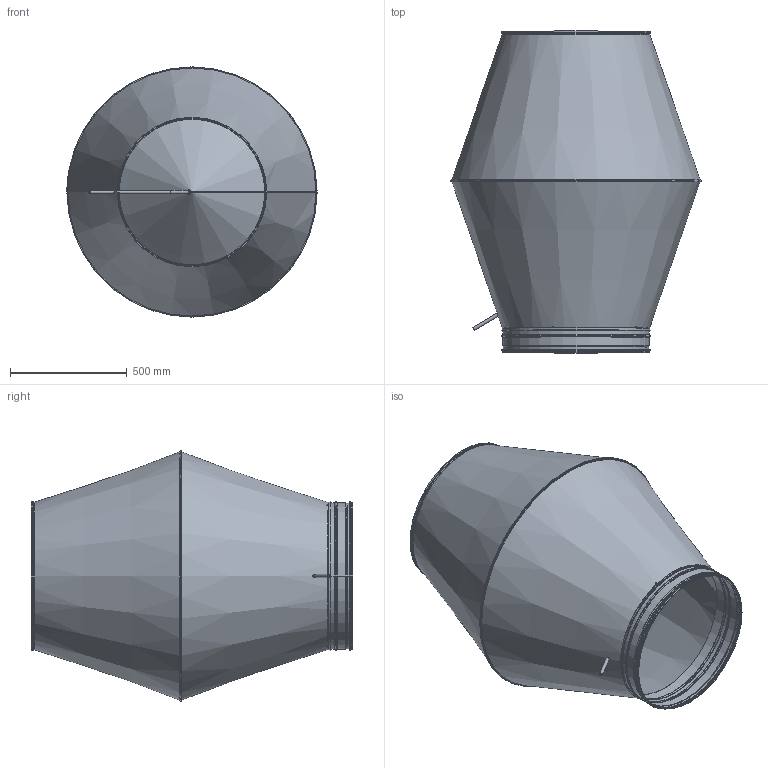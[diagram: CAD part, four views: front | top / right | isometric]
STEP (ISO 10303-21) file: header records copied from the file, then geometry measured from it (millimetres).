
FILE_DESCRIPTION(/* description */ ('Underdel HJH'),/* implementation_level */ '2;1');
FILE_NAME(/* name */ 'HJH-09.stp',/* time_stamp */ '2016-04-01T08:54:10+02:00',/* author */ ('CAD'),/* organization */ (''),/* preprocessor_version */ 'ST-DEVELOPER v15.6',/* originating_system */ 'Autodesk Inventor 2015',/* authorisation */ '');
FILE_SCHEMA (('AUTOMOTIVE_DESIGN { 1 0 10303 214 3 1 1 }'));
Length unit declared in the file: millimetre
Products named in the file (11): HJH-AA-09; HJH-AB-09; HJH-AC-09; HJH-AD-09; Slang-HJH-630; Slangklämma; BlindnitmutterM6; HSGTillHJHRörämne-630; 999011; HSGTillHJH-630; HJH-09
Bounding box: 1073.67 x 1377.5 x 1073.67 mm (x, y, z)
Volume: 4234591.5 mm3; surface area: 9637931.5 mm2
Topology: 17 solids, 17 shells, 354 faces, 743 edges, 412 vertices
Faces by surface type: plane 179, cylinder 73, cone 48, torus 48, bspline 6
Full cylindrical faces by diameter (mm): 10 x3, 14 x2, 622.95 x1, 623.95 x1, 625.1 x1, 627.7 x3, 627.75 x4, 628.75 x5, 630.5 x1, 630.55 x1, 632.3 x1, 634.1 x1, 636.5 x1, 638.3 x1, 639.1 x1, 1060 x2, 1061.8 x2, 1062 x1, 1070 x1
Entity records: 8915 total; most frequent: CARTESIAN_POINT 2054, DIRECTION 1472, ORIENTED_EDGE 1202, EDGE_CURVE 601, AXIS2_PLACEMENT_3D 594, VERTEX_POINT 343, EDGE_LOOP 326, FACE_OUTER_BOUND 290
